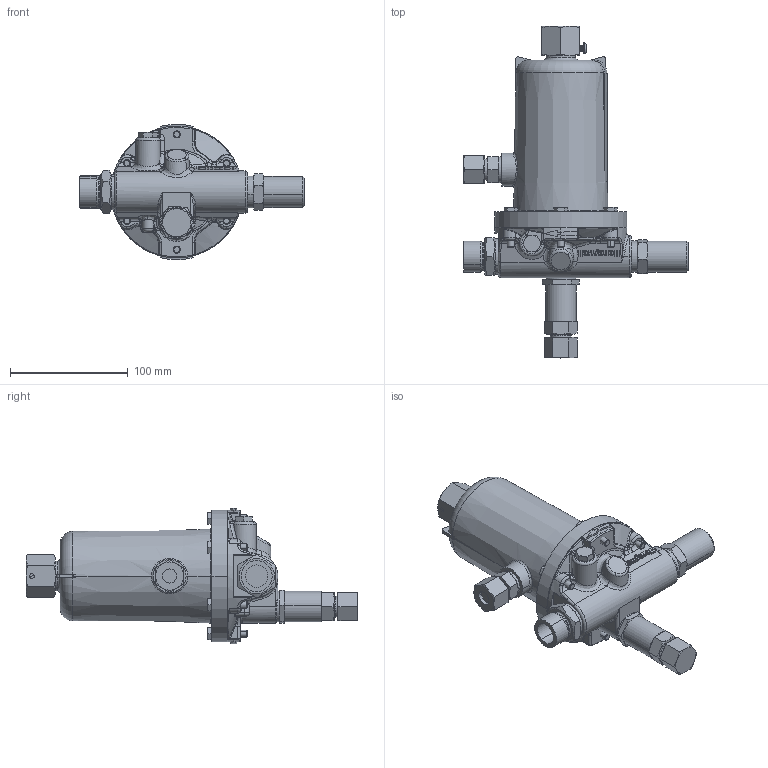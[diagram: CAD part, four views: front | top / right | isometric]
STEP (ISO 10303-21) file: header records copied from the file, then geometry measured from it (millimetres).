
FILE_DESCRIPTION (( 'STEP AP214' ), '1' );
FILE_NAME ('HON219-G3_4-3_4-V.STEP', '2019-03-21T14:04:20', ( '' ), ( '' ), 'SwSTEP 2.0', 'SolidWorks 2017', '' );
FILE_SCHEMA (( 'AUTOMOTIVE_DESIGN' ));
Length unit declared in the file: millimetre
Products named in the file (1): HON219-G3_4-3_4-V
Bounding box: 191.1 x 282.1 x 114.94 mm (x, y, z)
Volume: 1442107.4 mm3; surface area: 189274.1 mm2
Topology: 32 solids, 32 shells, 1637 faces, 3826 edges, 2256 vertices
Faces by surface type: plane 549, cylinder 338, bspline 336, cone 272, torus 126, sphere 16
Entity records: 66152 total; most frequent: CARTESIAN_POINT 29465, ORIENTED_EDGE 7576, DIRECTION 6502, EDGE_CURVE 3788, AXIS2_PLACEMENT_3D 2626, VERTEX_POINT 2256, EDGE_LOOP 1680, FACE_OUTER_BOUND 1637
